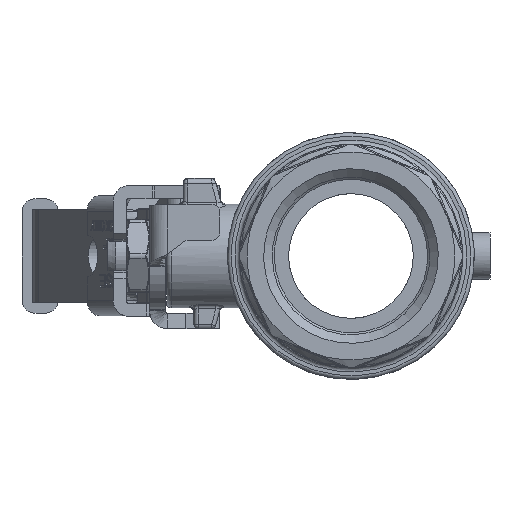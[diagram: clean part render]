
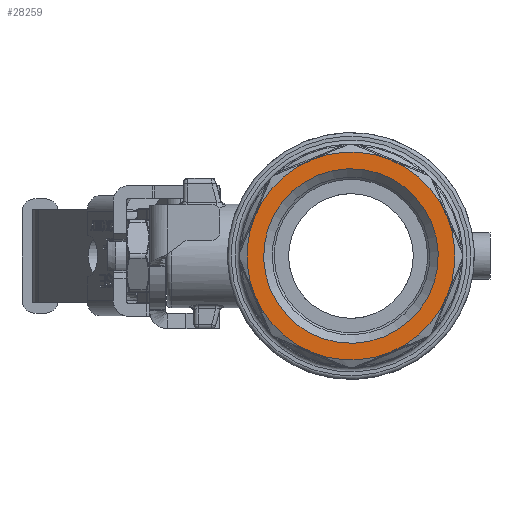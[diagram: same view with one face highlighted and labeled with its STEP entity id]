
A CAD part, left-side view. The second image highlights one B-rep face of the part: STEP entity #28259.
In plain terms, the highlighted planar face has unit normal (-1, 0, 0).
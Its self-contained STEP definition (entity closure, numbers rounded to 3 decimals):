
#1196=PLANE('',#30462);
#1775=FACE_BOUND('',#5302,.T.);
#3602=FACE_OUTER_BOUND('',#5301,.T.);
#5301=EDGE_LOOP('',(#22951,#22952,#22953,#22954,#22955,#22956,#22957,#22958));
#5302=EDGE_LOOP('',(#22959,#22960));
#11525=CIRCLE('',#30440,20.);
#11527=CIRCLE('',#30443,20.);
#11529=CIRCLE('',#30446,20.);
#11531=CIRCLE('',#30449,20.);
#11532=CIRCLE('',#30451,20.);
#11534=CIRCLE('',#30454,20.);
#11536=CIRCLE('',#30457,20.);
#11538=CIRCLE('',#30460,20.);
#11540=CIRCLE('',#30463,16.8);
#11541=CIRCLE('',#30464,16.8);
#13111=VERTEX_POINT('',#50097);
#13115=VERTEX_POINT('',#50113);
#13117=VERTEX_POINT('',#50120);
#13122=VERTEX_POINT('',#50142);
#13127=VERTEX_POINT('',#50164);
#13132=VERTEX_POINT('',#50189);
#13137=VERTEX_POINT('',#50211);
#13142=VERTEX_POINT('',#50233);
#13150=VERTEX_POINT('',#50272);
#13151=VERTEX_POINT('',#50273);
#16592=EDGE_CURVE('',#13115,#13111,#11525,.T.);
#16598=EDGE_CURVE('',#13111,#13117,#11527,.T.);
#16604=EDGE_CURVE('',#13117,#13122,#11529,.T.);
#16610=EDGE_CURVE('',#13122,#13127,#11531,.T.);
#16612=EDGE_CURVE('',#13127,#13132,#11532,.T.);
#16618=EDGE_CURVE('',#13132,#13137,#11534,.T.);
#16624=EDGE_CURVE('',#13137,#13142,#11536,.T.);
#16630=EDGE_CURVE('',#13142,#13115,#11538,.T.);
#16635=EDGE_CURVE('',#13150,#13151,#11540,.T.);
#16636=EDGE_CURVE('',#13151,#13150,#11541,.T.);
#22951=ORIENTED_EDGE('',*,*,#16592,.F.);
#22952=ORIENTED_EDGE('',*,*,#16630,.F.);
#22953=ORIENTED_EDGE('',*,*,#16624,.F.);
#22954=ORIENTED_EDGE('',*,*,#16618,.F.);
#22955=ORIENTED_EDGE('',*,*,#16612,.F.);
#22956=ORIENTED_EDGE('',*,*,#16610,.F.);
#22957=ORIENTED_EDGE('',*,*,#16604,.F.);
#22958=ORIENTED_EDGE('',*,*,#16598,.F.);
#22959=ORIENTED_EDGE('',*,*,#16635,.T.);
#22960=ORIENTED_EDGE('',*,*,#16636,.T.);
#28259=ADVANCED_FACE('',(#3602,#1775),#1196,.F.);
#30440=AXIS2_PLACEMENT_3D('',#50117,#34614,#34615);
#30443=AXIS2_PLACEMENT_3D('',#50139,#34620,#34621);
#30446=AXIS2_PLACEMENT_3D('',#50161,#34626,#34627);
#30449=AXIS2_PLACEMENT_3D('',#50183,#34632,#34633);
#30451=AXIS2_PLACEMENT_3D('',#50190,#34636,#34637);
#30454=AXIS2_PLACEMENT_3D('',#50212,#34642,#34643);
#30457=AXIS2_PLACEMENT_3D('',#50234,#34648,#34649);
#30460=AXIS2_PLACEMENT_3D('',#50255,#34654,#34655);
#30462=AXIS2_PLACEMENT_3D('',#50271,#34658,#34659);
#30463=AXIS2_PLACEMENT_3D('',#50274,#34660,#34661);
#30464=AXIS2_PLACEMENT_3D('',#50275,#34662,#34663);
#34614=DIRECTION('center_axis',(1.,0.,0.));
#34615=DIRECTION('ref_axis',(0.,-1.,0.));
#34620=DIRECTION('center_axis',(1.,0.,0.));
#34621=DIRECTION('ref_axis',(0.,-1.,0.));
#34626=DIRECTION('center_axis',(1.,0.,0.));
#34627=DIRECTION('ref_axis',(0.,-1.,0.));
#34632=DIRECTION('center_axis',(1.,0.,0.));
#34633=DIRECTION('ref_axis',(0.,-1.,0.));
#34636=DIRECTION('center_axis',(1.,0.,0.));
#34637=DIRECTION('ref_axis',(0.,-1.,0.));
#34642=DIRECTION('center_axis',(1.,0.,0.));
#34643=DIRECTION('ref_axis',(0.,-1.,0.));
#34648=DIRECTION('center_axis',(1.,0.,0.));
#34649=DIRECTION('ref_axis',(0.,-1.,0.));
#34654=DIRECTION('center_axis',(1.,0.,0.));
#34655=DIRECTION('ref_axis',(0.,-1.,0.));
#34658=DIRECTION('center_axis',(1.,0.,0.));
#34659=DIRECTION('ref_axis',(0.,0.,-1.));
#34660=DIRECTION('center_axis',(1.,0.,0.));
#34661=DIRECTION('ref_axis',(0.,-1.,0.));
#34662=DIRECTION('center_axis',(1.,0.,0.));
#34663=DIRECTION('ref_axis',(0.,-1.,0.));
#50097=CARTESIAN_POINT('',(-20.4,-14.142,-14.142));
#50113=CARTESIAN_POINT('',(-20.4,-20.,0.));
#50117=CARTESIAN_POINT('Origin',(-20.4,0.,0.));
#50120=CARTESIAN_POINT('',(-20.4,0.,-20.));
#50139=CARTESIAN_POINT('Origin',(-20.4,0.,0.));
#50142=CARTESIAN_POINT('',(-20.4,14.142,-14.142));
#50161=CARTESIAN_POINT('Origin',(-20.4,0.,0.));
#50164=CARTESIAN_POINT('',(-20.4,20.,0.));
#50183=CARTESIAN_POINT('Origin',(-20.4,0.,0.));
#50189=CARTESIAN_POINT('',(-20.4,14.142,14.142));
#50190=CARTESIAN_POINT('Origin',(-20.4,0.,0.));
#50211=CARTESIAN_POINT('',(-20.4,0.,20.));
#50212=CARTESIAN_POINT('Origin',(-20.4,0.,0.));
#50233=CARTESIAN_POINT('',(-20.4,-14.142,14.142));
#50234=CARTESIAN_POINT('Origin',(-20.4,0.,0.));
#50255=CARTESIAN_POINT('Origin',(-20.4,0.,0.));
#50271=CARTESIAN_POINT('Origin',(-20.4,-18.4,0.));
#50272=CARTESIAN_POINT('',(-20.4,-16.8,0.));
#50273=CARTESIAN_POINT('',(-20.4,16.8,0.));
#50274=CARTESIAN_POINT('Origin',(-20.4,0.,0.));
#50275=CARTESIAN_POINT('Origin',(-20.4,0.,0.));
